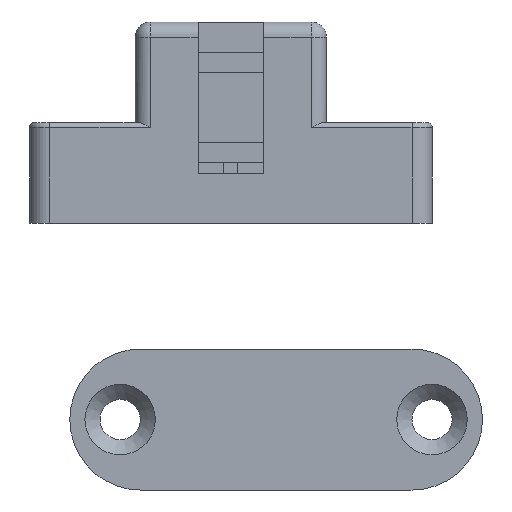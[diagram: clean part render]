
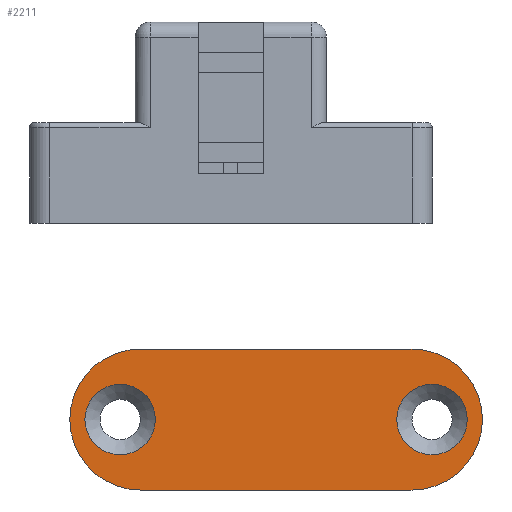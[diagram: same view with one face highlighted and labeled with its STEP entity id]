
A CAD part, left-side view. The second image highlights one B-rep face of the part: STEP entity #2211.
In plain terms, the highlighted face is planar.
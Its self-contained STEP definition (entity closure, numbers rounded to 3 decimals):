
#150=FACE_BOUND('',#396,.T.);
#151=FACE_BOUND('',#397,.T.);
#158=CIRCLE('',#2433,7.);
#160=CIRCLE('',#2437,7.);
#164=CIRCLE('',#2443,3.5);
#165=CIRCLE('',#2444,3.5);
#279=FACE_OUTER_BOUND('',#395,.T.);
#395=EDGE_LOOP('',(#1520,#1521,#1522,#1523));
#396=EDGE_LOOP('',(#1524));
#397=EDGE_LOOP('',(#1525));
#512=LINE('',#3274,#743);
#517=LINE('',#3288,#748);
#743=VECTOR('',#2638,1000.);
#748=VECTOR('',#2651,1000.);
#974=VERTEX_POINT('',#3272);
#975=VERTEX_POINT('',#3273);
#978=VERTEX_POINT('',#3281);
#980=VERTEX_POINT('',#3287);
#984=VERTEX_POINT('',#3301);
#985=VERTEX_POINT('',#3303);
#1177=EDGE_CURVE('',#974,#975,#512,.T.);
#1181=EDGE_CURVE('',#975,#978,#158,.T.);
#1184=EDGE_CURVE('',#978,#980,#517,.T.);
#1187=EDGE_CURVE('',#980,#974,#160,.T.);
#1191=EDGE_CURVE('',#984,#984,#164,.T.);
#1192=EDGE_CURVE('',#985,#985,#165,.F.);
#1520=ORIENTED_EDGE('',*,*,#1177,.F.);
#1521=ORIENTED_EDGE('',*,*,#1187,.F.);
#1522=ORIENTED_EDGE('',*,*,#1184,.F.);
#1523=ORIENTED_EDGE('',*,*,#1181,.F.);
#1524=ORIENTED_EDGE('',*,*,#1191,.T.);
#1525=ORIENTED_EDGE('',*,*,#1192,.F.);
#2143=PLANE('',#2442);
#2211=ADVANCED_FACE('',(#279,#150,#151),#2143,.F.);
#2433=AXIS2_PLACEMENT_3D('',#3282,#2644,#2645);
#2437=AXIS2_PLACEMENT_3D('',#3293,#2656,#2657);
#2442=AXIS2_PLACEMENT_3D('',#3300,#2666,#2667);
#2443=AXIS2_PLACEMENT_3D('',#3302,#2668,#2669);
#2444=AXIS2_PLACEMENT_3D('',#3304,#2670,#2671);
#2638=DIRECTION('',(-1.,0.,0.));
#2644=DIRECTION('center_axis',(0.,0.,1.));
#2645=DIRECTION('ref_axis',(1.,0.,0.));
#2651=DIRECTION('',(1.,0.,0.));
#2656=DIRECTION('center_axis',(0.,0.,1.));
#2657=DIRECTION('ref_axis',(1.,0.,0.));
#2666=DIRECTION('center_axis',(0.,0.,1.));
#2667=DIRECTION('ref_axis',(1.,0.,0.));
#2668=DIRECTION('center_axis',(0.,0.,1.));
#2669=DIRECTION('ref_axis',(1.,0.,0.));
#2670=DIRECTION('center_axis',(0.,0.,1.));
#2671=DIRECTION('ref_axis',(1.,0.,0.));
#3272=CARTESIAN_POINT('',(27.,7.,0.));
#3273=CARTESIAN_POINT('',(0.,7.,0.));
#3274=CARTESIAN_POINT('',(27.,7.,0.));
#3281=CARTESIAN_POINT('',(0.,-7.,0.));
#3282=CARTESIAN_POINT('Origin',(0.,0.,
0.));
#3287=CARTESIAN_POINT('',(27.,-7.,0.));
#3288=CARTESIAN_POINT('',(0.,-7.,0.));
#3293=CARTESIAN_POINT('Origin',(27.,0.,0.));
#3300=CARTESIAN_POINT('Origin',(0.,0.,
0.));
#3301=CARTESIAN_POINT('',(32.5,0.,0.));
#3302=CARTESIAN_POINT('Origin',(29.,0.,0.));
#3303=CARTESIAN_POINT('',(1.51,0.,0.));
#3304=CARTESIAN_POINT('Origin',(-1.99,0.,0.));
